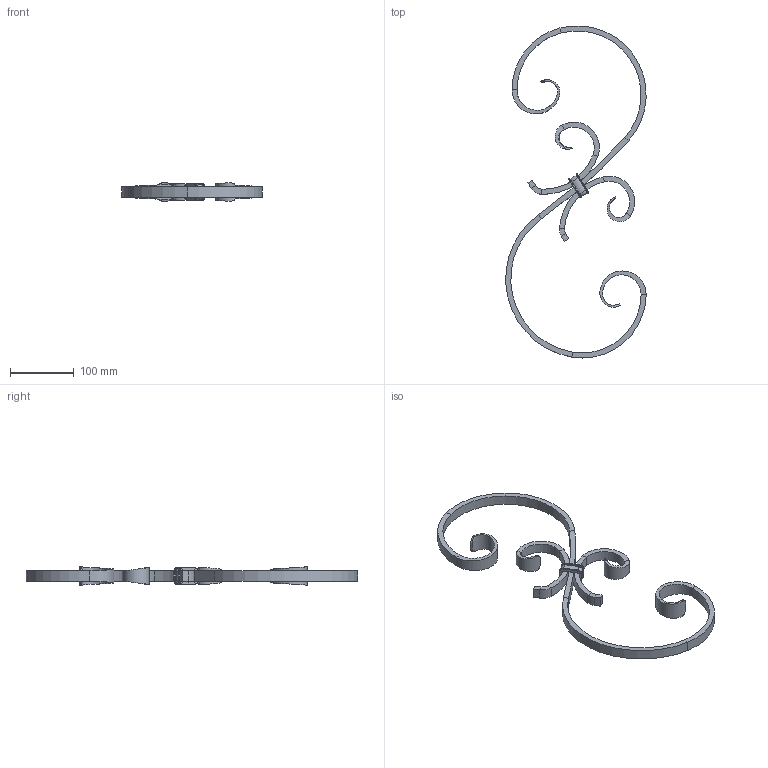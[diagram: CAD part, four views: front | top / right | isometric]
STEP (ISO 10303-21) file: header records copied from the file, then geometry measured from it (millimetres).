
FILE_DESCRIPTION (( 'STEP AP203' ), '1' );
FILE_NAME ('3089.step', '2022-10-07T10:11:23', ( '' ), ( '' ), 'SwSTEP 2.0', 'SolidWorks 2018', '' );
FILE_SCHEMA (( 'CONFIG_CONTROL_DESIGN' ));
Length unit declared in the file: millimetre
Products named in the file (1): 3089
Bounding box: 219.77 x 519.63 x 29.02 mm (x, y, z)
Volume: 236928.9 mm3; surface area: 96648 mm2
Topology: 2 solids, 2 shells, 447 faces, 1083 edges, 658 vertices
Faces by surface type: plane 169, bspline 161, cylinder 81, torus 36
Entity records: 19065 total; most frequent: CARTESIAN_POINT 9870, ORIENTED_EDGE 2166, DIRECTION 1390, EDGE_CURVE 1083, VERTEX_POINT 658, AXIS2_PLACEMENT_3D 478, EDGE_LOOP 467, B_SPLINE_CURVE_WITH_KNOTS 458
